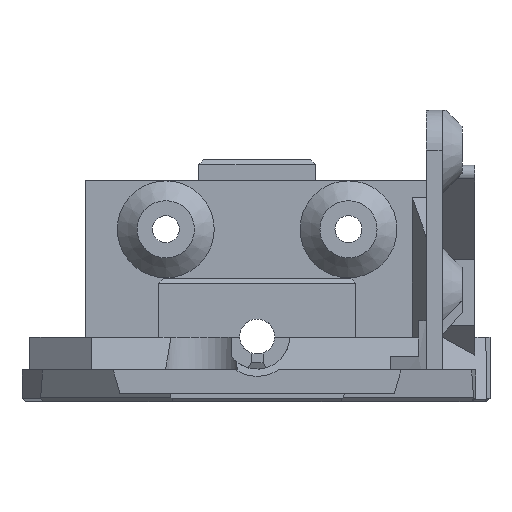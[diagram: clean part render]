
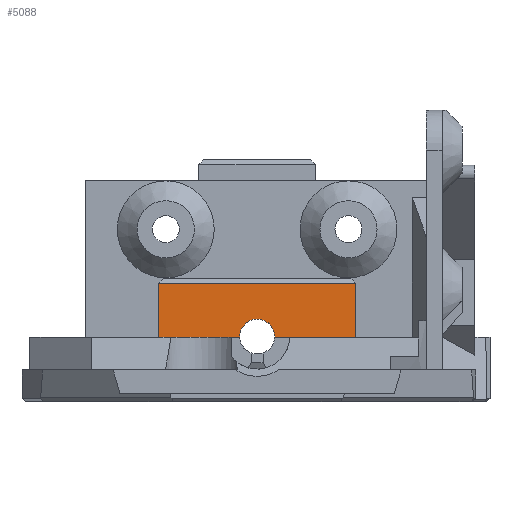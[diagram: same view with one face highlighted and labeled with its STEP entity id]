
A CAD part, front view. The second image highlights one B-rep face of the part: STEP entity #5088.
In plain terms, the highlighted planar face has unit normal (0, -1, 0).
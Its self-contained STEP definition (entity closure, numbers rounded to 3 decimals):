
#126 = FACE_OUTER_BOUND ( 'NONE', #8569, .T. ) ;
#536 = DIRECTION ( 'NONE',  ( -1., 0., 0. ) ) ;
#582 = LINE ( 'NONE', #5200, #648 ) ;
#648 = VECTOR ( 'NONE', #536, 1000. ) ;
#740 = EDGE_CURVE ( 'NONE', #8226, #9975, #4661, .T. ) ;
#783 = DIRECTION ( 'NONE',  ( -1., 0., 0. ) ) ;
#823 = ORIENTED_EDGE ( 'NONE', *, *, #5395, .F. ) ;
#849 = CARTESIAN_POINT ( 'NONE',  ( 139.099, -147.605, 130.8 ) ) ;
#976 = VECTOR ( 'NONE', #9466, 1000. ) ;
#1003 = DIRECTION ( 'NONE',  ( 0., 0., 1. ) ) ;
#1005 = VERTEX_POINT ( 'NONE', #849 ) ;
#1092 = CARTESIAN_POINT ( 'NONE',  ( 114.299, -147.605, 137.6 ) ) ;
#1390 = VECTOR ( 'NONE', #3210, 1000. ) ;
#1747 = CIRCLE ( 'NONE', #1915, 2.2 ) ;
#1759 = VECTOR ( 'NONE', #783, 1000. ) ;
#1814 = CARTESIAN_POINT ( 'NONE',  ( 114.299, -147.605, 130.8 ) ) ;
#1834 = CARTESIAN_POINT ( 'NONE',  ( 126.699, -147.605, 130.9 ) ) ;
#1915 = AXIS2_PLACEMENT_3D ( 'NONE', #1834, #4959, #6427 ) ;
#2034 = CARTESIAN_POINT ( 'NONE',  ( 128.897, -147.605, 130.8 ) ) ;
#2520 = VERTEX_POINT ( 'NONE', #3970 ) ;
#2749 = EDGE_CURVE ( 'NONE', #8883, #8226, #582, .T. ) ;
#2972 = CARTESIAN_POINT ( 'NONE',  ( 114.299, -147.605, 138.2 ) ) ;
#3151 = CARTESIAN_POINT ( 'NONE',  ( 126.699, -147.605, 130.8 ) ) ;
#3210 = DIRECTION ( 'NONE',  ( -1., 0., 0. ) ) ;
#3410 = DIRECTION ( 'NONE',  ( 0., 1., 0. ) ) ;
#3970 = CARTESIAN_POINT ( 'NONE',  ( 124.502, -147.605, 130.8 ) ) ;
#4177 = ORIENTED_EDGE ( 'NONE', *, *, #6724, .F. ) ;
#4405 = ORIENTED_EDGE ( 'NONE', *, *, #2749, .T. ) ;
#4661 = LINE ( 'NONE', #2972, #6673 ) ;
#4739 = ORIENTED_EDGE ( 'NONE', *, *, #740, .T. ) ;
#4959 = DIRECTION ( 'NONE',  ( 0., -1., 0. ) ) ;
#4965 = EDGE_CURVE ( 'NONE', #1005, #9561, #8497, .T. ) ;
#5003 = PLANE ( 'NONE',  #7095 ) ;
#5088 = ADVANCED_FACE ( 'NONE', ( #126 ), #5003, .F. ) ;
#5200 = CARTESIAN_POINT ( 'NONE',  ( 114.299, -147.605, 137.6 ) ) ;
#5395 = EDGE_CURVE ( 'NONE', #8883, #1005, #6219, .T. ) ;
#5812 = CARTESIAN_POINT ( 'NONE',  ( 139.099, -147.605, 138.2 ) ) ;
#6169 = DIRECTION ( 'NONE',  ( 0., 0., -1. ) ) ;
#6219 = LINE ( 'NONE', #8640, #976 ) ;
#6427 = DIRECTION ( 'NONE',  ( -1., 0., 0. ) ) ;
#6673 = VECTOR ( 'NONE', #6169, 1000. ) ;
#6724 = EDGE_CURVE ( 'NONE', #9561, #2520, #1747, .T. ) ;
#6969 = ORIENTED_EDGE ( 'NONE', *, *, #4965, .F. ) ;
#7095 = AXIS2_PLACEMENT_3D ( 'NONE', #5812, #3410, #1003 ) ;
#7102 = CARTESIAN_POINT ( 'NONE',  ( 126.699, -147.605, 130.8 ) ) ;
#7359 = EDGE_CURVE ( 'NONE', #2520, #9975, #8629, .T. ) ;
#8226 = VERTEX_POINT ( 'NONE', #1092 ) ;
#8497 = LINE ( 'NONE', #7102, #1390 ) ;
#8569 = EDGE_LOOP ( 'NONE', ( #823, #4405, #4739, #9206, #4177, #6969 ) ) ;
#8629 = LINE ( 'NONE', #3151, #1759 ) ;
#8640 = CARTESIAN_POINT ( 'NONE',  ( 139.099, -147.605, 138.2 ) ) ;
#8883 = VERTEX_POINT ( 'NONE', #9299 ) ;
#9206 = ORIENTED_EDGE ( 'NONE', *, *, #7359, .F. ) ;
#9299 = CARTESIAN_POINT ( 'NONE',  ( 139.099, -147.605, 137.6 ) ) ;
#9466 = DIRECTION ( 'NONE',  ( 0., 0., -1. ) ) ;
#9561 = VERTEX_POINT ( 'NONE', #2034 ) ;
#9975 = VERTEX_POINT ( 'NONE', #1814 ) ;
